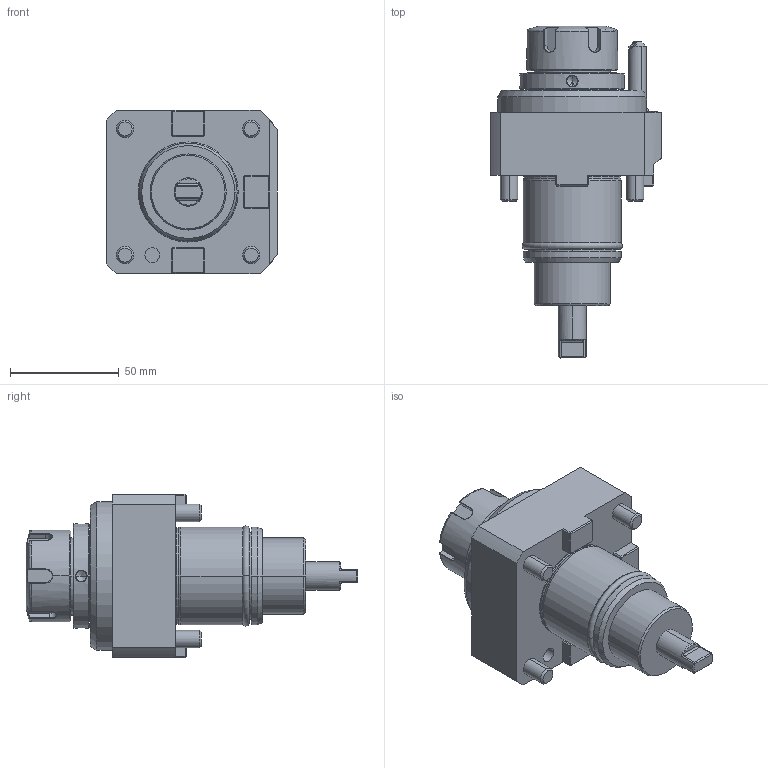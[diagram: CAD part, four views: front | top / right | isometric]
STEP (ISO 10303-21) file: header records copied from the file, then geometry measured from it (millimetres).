
FILE_DESCRIPTION((''),'2;1');
FILE_NAME('NGT2_45_101_25_1_DO','2023-05-15T',('vali'),('NOVA GRUP'),'PRO/ENGINEER BY PARAMETRIC TECHNOLOGY CORPORATION, 2010280','PRO/ENGINEER BY PARAMETRIC TECHNOLOGY CORPORATION, 2010280','');
FILE_SCHEMA(('CONFIG_CONTROL_DESIGN'));
Length unit declared in the file: millimetre
Products named in the file (1): NGT2_45_101_25_1_DO
Bounding box: 78.5 x 152.6 x 75 mm (x, y, z)
Volume: 332218.8 mm3; surface area: 43141.8 mm2
Topology: 2 solids, 2 shells, 291 faces, 716 edges, 440 vertices
Faces by surface type: plane 118, cylinder 69, cone 44, bspline 40, torus 18, sphere 2
Entity records: 12557 total; most frequent: CARTESIAN_POINT 5955, ORIENTED_EDGE 1416, DIRECTION 1261, EDGE_CURVE 708, AXIS2_PLACEMENT_3D 446, VERTEX_POINT 440, VECTOR 369, LINE 369
